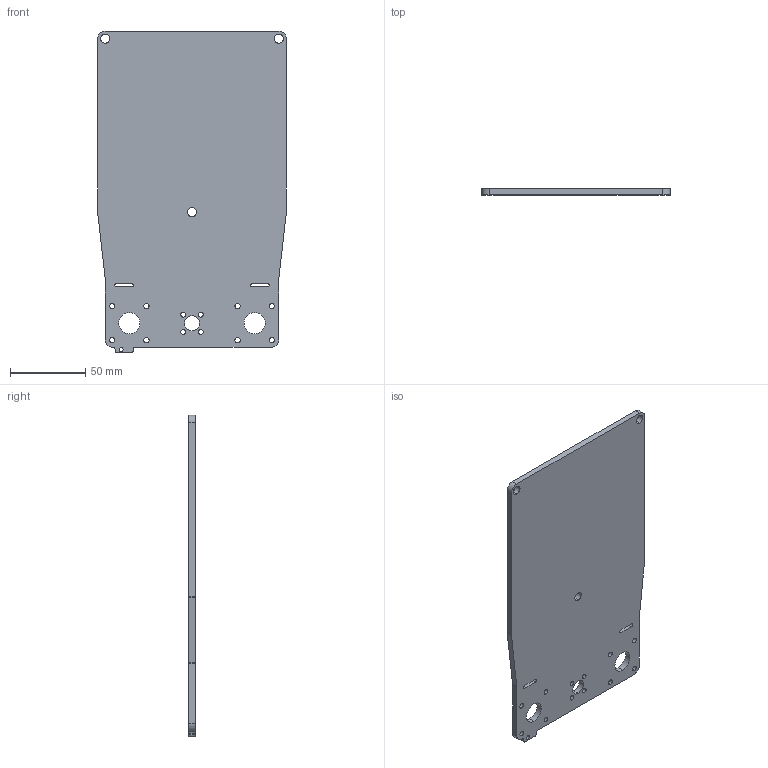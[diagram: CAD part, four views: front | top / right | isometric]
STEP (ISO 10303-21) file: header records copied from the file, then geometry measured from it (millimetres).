
FILE_DESCRIPTION (( 'STEP AP203' ), '1' );
FILE_NAME ('1720-D.STEP', '2015-03-05T12:38:33', ( '' ), ( '' ), 'SwSTEP 2.0', 'SolidWorks 2014', '' );
FILE_SCHEMA (( 'CONFIG_CONTROL_DESIGN' ));
Length unit declared in the file: millimetre
Products named in the file (1): 1720-D
Bounding box: 125 x 4 x 213.2 mm (x, y, z)
Volume: 99589 mm3; surface area: 53890.3 mm2
Topology: 1 solids, 1 shells, 71 faces, 207 edges, 138 vertices
Faces by surface type: cylinder 54, plane 17
Entity records: 2570 total; most frequent: DIRECTION 459, CARTESIAN_POINT 417, ORIENTED_EDGE 414, EDGE_CURVE 207, AXIS2_PLACEMENT_3D 180, VERTEX_POINT 138, EDGE_LOOP 113, CIRCLE 108
